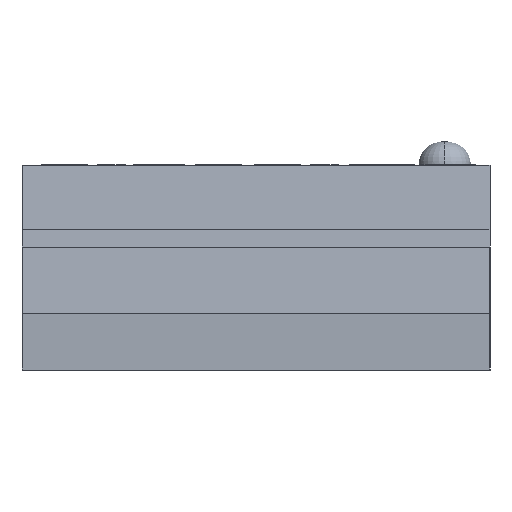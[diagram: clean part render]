
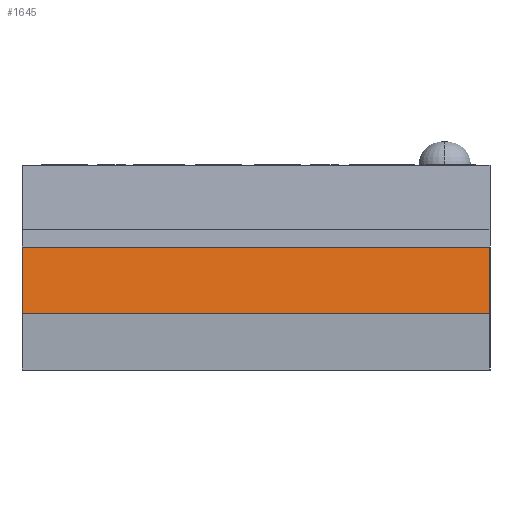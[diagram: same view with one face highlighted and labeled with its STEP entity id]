
A CAD part, left-side view. The second image highlights one B-rep face of the part: STEP entity #1645.
In plain terms, the highlighted planar face has unit normal (-0.993, 0, 0.122).
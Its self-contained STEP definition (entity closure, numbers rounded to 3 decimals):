
#661 = EDGE_LOOP ( 'NONE', ( #832, #834, #833, #835 ) ) ;
#832 = ORIENTED_EDGE ( 'NONE', *, *, #1673, .F. ) ;
#833 = ORIENTED_EDGE ( 'NONE', *, *, #1677, .T. ) ;
#834 = ORIENTED_EDGE ( 'NONE', *, *, #1676, .F. ) ;
#835 = ORIENTED_EDGE ( 'NONE', *, *, #1678, .T. ) ;
#1645 = ADVANCED_FACE ( 'NONE', ( #5737 ), #9767, .T. ) ;
#1673 = EDGE_CURVE ( 'NONE', #8831, #8830, #9876, .T. ) ;
#1676 = EDGE_CURVE ( 'NONE', #8828, #8831, #9885, .T. ) ;
#1677 = EDGE_CURVE ( 'NONE', #8828, #8829, #9888, .T. ) ;
#1678 = EDGE_CURVE ( 'NONE', #8829, #8830, #9891, .T. ) ;
#5737 = FACE_OUTER_BOUND ( 'NONE', #661, .T. ) ;
#5784 = AXIS2_PLACEMENT_3D ( 'NONE', #9768, #9769, #9770 ) ;
#8828 = VERTEX_POINT ( 'NONE', #10406 ) ;
#8829 = VERTEX_POINT ( 'NONE', #10407 ) ;
#8830 = VERTEX_POINT ( 'NONE', #10408 ) ;
#8831 = VERTEX_POINT ( 'NONE', #10409 ) ;
#9767 = PLANE ( 'NONE',  #5784 ) ;
#9768 = CARTESIAN_POINT ( 'NONE',  ( 6.1, 0., 1.22 ) ) ;
#9769 = DIRECTION ( 'NONE',  ( -0.993, 0., 0.122 ) ) ;
#9770 = DIRECTION ( 'NONE',  ( 0.122, 0., 0.993 ) ) ;
#9876 = LINE ( 'NONE', #9877, #10031 ) ;
#9877 = CARTESIAN_POINT ( 'NONE',  ( 6.1, 0., 1.22 ) ) ;
#9878 = DIRECTION ( 'NONE',  ( 0., 1., 0. ) ) ;
#9885 = LINE ( 'NONE', #9886, #10034 ) ;
#9886 = CARTESIAN_POINT ( 'NONE',  ( 6.275, 0., 2.648 ) ) ;
#9887 = DIRECTION ( 'NONE',  ( -0.122, 0., -0.993 ) ) ;
#9888 = LINE ( 'NONE', #9889, #10035 ) ;
#9889 = CARTESIAN_POINT ( 'NONE',  ( 6.278, 10.16, 2.67 ) ) ;
#9890 = DIRECTION ( 'NONE',  ( 0., 1., 0. ) ) ;
#9891 = LINE ( 'NONE', #9892, #10036 ) ;
#9892 = CARTESIAN_POINT ( 'NONE',  ( 6.1, 10.16, 1.22 ) ) ;
#9893 = DIRECTION ( 'NONE',  ( -0.122, 0., -0.993 ) ) ;
#10031 = VECTOR ( 'NONE', #9878, 1000. ) ;
#10034 = VECTOR ( 'NONE', #9887, 1000. ) ;
#10035 = VECTOR ( 'NONE', #9890, 1000. ) ;
#10036 = VECTOR ( 'NONE', #9893, 1000. ) ;
#10406 = CARTESIAN_POINT ( 'NONE',  ( 6.278, 0., 2.67 ) ) ;
#10407 = CARTESIAN_POINT ( 'NONE',  ( 6.278, 10.16, 2.67 ) ) ;
#10408 = CARTESIAN_POINT ( 'NONE',  ( 6.1, 10.16, 1.22 ) ) ;
#10409 = CARTESIAN_POINT ( 'NONE',  ( 6.1, 0., 1.22 ) ) ;
